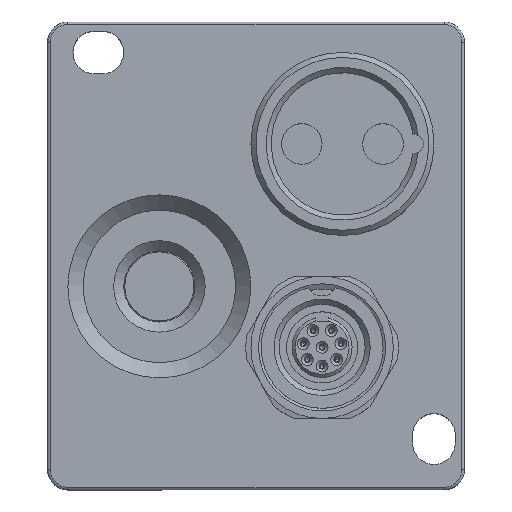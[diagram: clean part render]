
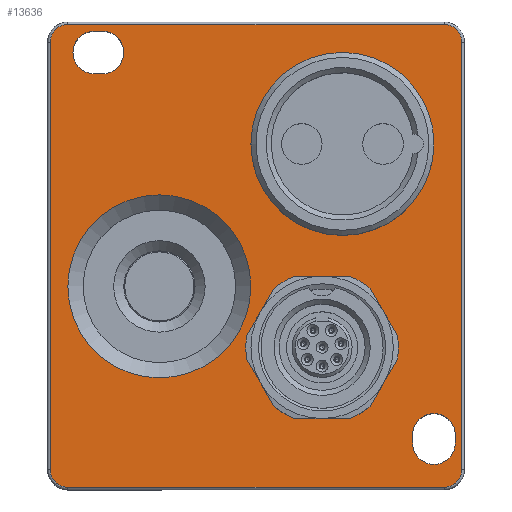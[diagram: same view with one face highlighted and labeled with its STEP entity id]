
A CAD part, top view. The second image highlights one B-rep face of the part: STEP entity #13636.
In plain terms, the highlighted face is planar.
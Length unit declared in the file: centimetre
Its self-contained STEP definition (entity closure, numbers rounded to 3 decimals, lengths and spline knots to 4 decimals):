
#1907=VECTOR('',#16026,1.);
#1910=VECTOR('',#16033,1.);
#1911=VECTOR('',#16052,1.);
#1914=VECTOR('',#16059,1.);
#1922=VECTOR('',#16085,1.);
#1923=VECTOR('',#16088,1.);
#1924=VECTOR('',#16093,1.);
#1925=VECTOR('',#16096,1.);
#2863=LINE('',#19512,#1907);
#2866=LINE('',#19519,#1910);
#2867=LINE('',#19536,#1911);
#2870=LINE('',#19543,#1914);
#2878=LINE('',#19568,#1922);
#2879=LINE('',#19573,#1923);
#2880=LINE('',#19579,#1924);
#2881=LINE('',#19583,#1925);
#3812=VERTEX_POINT('',#19495);
#3815=VERTEX_POINT('',#19502);
#3816=VERTEX_POINT('',#19504);
#3819=VERTEX_POINT('',#19511);
#3820=VERTEX_POINT('',#19516);
#3823=VERTEX_POINT('',#19523);
#3824=VERTEX_POINT('',#19528);
#3827=VERTEX_POINT('',#19535);
#3828=VERTEX_POINT('',#19540);
#3835=VERTEX_POINT('',#19567);
#3836=VERTEX_POINT('',#19569);
#3837=VERTEX_POINT('',#19570);
#3838=VERTEX_POINT('',#19572);
#3839=VERTEX_POINT('',#19574);
#3840=VERTEX_POINT('',#19577);
#3841=VERTEX_POINT('',#19578);
#3842=VERTEX_POINT('',#19580);
#3843=VERTEX_POINT('',#19582);
#3844=VERTEX_POINT('',#19585);
#5088=CIRCLE('',#14484,0.85);
#5091=CIRCLE('',#14489,0.175);
#5097=CIRCLE('',#14498,0.175);
#5101=CIRCLE('',#14503,0.175);
#5105=CIRCLE('',#14510,0.175);
#5108=CIRCLE('',#14518,0.9);
#5109=CIRCLE('',#14519,0.21);
#5110=CIRCLE('',#14520,0.21);
#5111=CIRCLE('',#14521,0.21);
#5112=CIRCLE('',#14522,0.21);
#5113=CIRCLE('',#14523,0.61);
#5724=EDGE_CURVE('',#3812,#3812,#5088,.T.);
#5727=EDGE_CURVE('',#3815,#3816,#5091,.T.);
#5731=EDGE_CURVE('',#3819,#3815,#2863,.T.);
#5735=EDGE_CURVE('',#3816,#3820,#2866,.T.);
#5737=EDGE_CURVE('',#3823,#3819,#5097,.T.);
#5741=EDGE_CURVE('',#3820,#3824,#5101,.T.);
#5743=EDGE_CURVE('',#3827,#3823,#2867,.T.);
#5747=EDGE_CURVE('',#3824,#3828,#2870,.T.);
#5749=EDGE_CURVE('',#3828,#3827,#5105,.T.);
#5759=EDGE_CURVE('',#3835,#3835,#5108,.T.);
#5760=EDGE_CURVE('',#3836,#3837,#2878,.T.);
#5761=EDGE_CURVE('',#3837,#3838,#5109,.T.);
#5762=EDGE_CURVE('',#3838,#3839,#2879,.T.);
#5763=EDGE_CURVE('',#3839,#3836,#5110,.T.);
#5764=EDGE_CURVE('',#3840,#3841,#5111,.T.);
#5765=EDGE_CURVE('',#3841,#3842,#2880,.T.);
#5766=EDGE_CURVE('',#3842,#3843,#5112,.T.);
#5767=EDGE_CURVE('',#3843,#3840,#2881,.T.);
#5768=EDGE_CURVE('',#3844,#3844,#5113,.T.);
#7743=ORIENTED_EDGE('',*,*,#5724,.F.);
#7744=ORIENTED_EDGE('',*,*,#5759,.F.);
#7745=ORIENTED_EDGE('',*,*,#5760,.T.);
#7746=ORIENTED_EDGE('',*,*,#5761,.T.);
#7747=ORIENTED_EDGE('',*,*,#5762,.T.);
#7748=ORIENTED_EDGE('',*,*,#5763,.T.);
#7749=ORIENTED_EDGE('',*,*,#5764,.T.);
#7750=ORIENTED_EDGE('',*,*,#5765,.T.);
#7751=ORIENTED_EDGE('',*,*,#5766,.T.);
#7752=ORIENTED_EDGE('',*,*,#5767,.T.);
#7753=ORIENTED_EDGE('',*,*,#5768,.T.);
#7754=ORIENTED_EDGE('',*,*,#5727,.F.);
#7755=ORIENTED_EDGE('',*,*,#5731,.F.);
#7756=ORIENTED_EDGE('',*,*,#5737,.F.);
#7757=ORIENTED_EDGE('',*,*,#5743,.F.);
#7758=ORIENTED_EDGE('',*,*,#5749,.F.);
#7759=ORIENTED_EDGE('',*,*,#5747,.F.);
#7760=ORIENTED_EDGE('',*,*,#5741,.F.);
#7761=ORIENTED_EDGE('',*,*,#5735,.F.);
#11574=EDGE_LOOP('',(#7743));
#11575=EDGE_LOOP('',(#7744));
#11576=EDGE_LOOP('',(#7745,#7746,#7747,#7748));
#11577=EDGE_LOOP('',(#7749,#7750,#7751,#7752));
#11578=EDGE_LOOP('',(#7753));
#11579=EDGE_LOOP('',(#7754,#7755,#7756,#7757,#7758,#7759,#7760,#7761));
#12602=FACE_BOUND('',#11574,.T.);
#12603=FACE_BOUND('',#11575,.T.);
#12604=FACE_BOUND('',#11576,.T.);
#12605=FACE_BOUND('',#11577,.T.);
#12606=FACE_BOUND('',#11578,.T.);
#12607=FACE_BOUND('',#11579,.T.);
#13636=ADVANCED_FACE('',(#12602,#12603,#12604,#12605,#12606,#12607),#26821,
 .F.);
#14484=AXIS2_PLACEMENT_3D('',#19494,#16008,#16009);
#14489=AXIS2_PLACEMENT_3D('',#19503,#16016,#16017);
#14498=AXIS2_PLACEMENT_3D('',#19524,#16037,#16038);
#14503=AXIS2_PLACEMENT_3D('',#19531,#16046,#16047);
#14510=AXIS2_PLACEMENT_3D('',#19546,#16063,#16064);
#14517=AXIS2_PLACEMENT_3D('',#19565,#16082,$);
#14518=AXIS2_PLACEMENT_3D('',#19566,#16083,#16084);
#14519=AXIS2_PLACEMENT_3D('',#19571,#16086,#16087);
#14520=AXIS2_PLACEMENT_3D('',#19575,#16089,#16090);
#14521=AXIS2_PLACEMENT_3D('',#19576,#16091,#16092);
#14522=AXIS2_PLACEMENT_3D('',#19581,#16094,#16095);
#14523=AXIS2_PLACEMENT_3D('',#19584,#16097,#16098);
#16008=DIRECTION('',(0.,0.,-1.));
#16009=DIRECTION('',(-0.85,0.,0.));
#16016=DIRECTION('',(0.,0.,1.));
#16017=DIRECTION('',(0.124,-0.124,0.));
#16026=DIRECTION('',(1.,0.,0.));
#16033=DIRECTION('',(0.,1.,0.));
#16037=DIRECTION('',(0.,0.,1.));
#16038=DIRECTION('',(-0.124,-0.124,0.));
#16046=DIRECTION('',(0.,0.,1.));
#16047=DIRECTION('',(0.124,0.124,0.));
#16052=DIRECTION('',(0.,-1.,0.));
#16059=DIRECTION('',(-1.,0.,0.));
#16063=DIRECTION('',(0.,0.,1.));
#16064=DIRECTION('',(-0.124,0.124,0.));
#16082=DIRECTION('',(0.,0.,1.));
#16083=DIRECTION('',(0.,0.,-1.));
#16084=DIRECTION('',(0.9,0.,0.));
#16085=DIRECTION('',(1.,0.,0.));
#16086=DIRECTION('',(0.,0.,1.));
#16087=DIRECTION('',(0.21,0.,0.));
#16088=DIRECTION('',(-1.,0.,0.));
#16089=DIRECTION('',(0.,0.,1.));
#16090=DIRECTION('',(0.21,0.,0.));
#16091=DIRECTION('',(0.,0.,1.));
#16092=DIRECTION('',(0.21,0.,0.));
#16093=DIRECTION('',(0.,1.,0.));
#16094=DIRECTION('',(0.,0.,1.));
#16095=DIRECTION('',(0.21,0.,0.));
#16096=DIRECTION('',(0.,-1.,0.));
#16097=DIRECTION('',(0.,0.,1.));
#16098=DIRECTION('',(0.61,0.,0.));
#19494=CARTESIAN_POINT('',(-0.85,1.1,0.));
#19495=CARTESIAN_POINT('',(-1.7,1.1,0.));
#19502=CARTESIAN_POINT('',(1.85,-2.275,0.));
#19503=CARTESIAN_POINT('',(1.85,-2.1,0.));
#19504=CARTESIAN_POINT('',(2.025,-2.1,0.));
#19511=CARTESIAN_POINT('',(-1.85,-2.275,0.));
#19512=CARTESIAN_POINT('',(0.,-2.275,0.));
#19516=CARTESIAN_POINT('',(2.025,2.1,0.));
#19519=CARTESIAN_POINT('',(2.025,0.,0.));
#19523=CARTESIAN_POINT('',(-2.025,-2.1,0.));
#19524=CARTESIAN_POINT('',(-1.85,-2.1,0.));
#19528=CARTESIAN_POINT('',(1.85,2.275,0.));
#19531=CARTESIAN_POINT('',(1.85,2.1,0.));
#19535=CARTESIAN_POINT('',(-2.025,2.1,0.));
#19536=CARTESIAN_POINT('',(-2.025,0.,0.));
#19540=CARTESIAN_POINT('',(-1.85,2.275,0.));
#19543=CARTESIAN_POINT('',(0.,2.275,0.));
#19546=CARTESIAN_POINT('',(-1.85,2.1,0.));
#19565=CARTESIAN_POINT('',(0.,0.,0.));
#19566=CARTESIAN_POINT('',(0.95,-0.3,0.));
#19567=CARTESIAN_POINT('',(0.05,-0.3,0.));
#19568=CARTESIAN_POINT('',(0.775,1.79,0.));
#19569=CARTESIAN_POINT('',(1.51,1.79,0.));
#19570=CARTESIAN_POINT('',(1.59,1.79,0.));
#19571=CARTESIAN_POINT('',(1.59,2.,0.));
#19572=CARTESIAN_POINT('',(1.59,2.21,0.));
#19573=CARTESIAN_POINT('',(0.775,2.21,0.));
#19574=CARTESIAN_POINT('',(1.51,2.21,0.));
#19575=CARTESIAN_POINT('',(1.51,2.,0.));
#19576=CARTESIAN_POINT('',(-1.75,-1.84,0.));
#19577=CARTESIAN_POINT('',(-1.96,-1.84,0.));
#19578=CARTESIAN_POINT('',(-1.54,-1.84,0.));
#19579=CARTESIAN_POINT('',(-1.54,-0.9,0.));
#19580=CARTESIAN_POINT('',(-1.54,-1.76,0.));
#19581=CARTESIAN_POINT('',(-1.75,-1.76,0.));
#19582=CARTESIAN_POINT('',(-1.96,-1.76,0.));
#19583=CARTESIAN_POINT('',(-1.96,-0.9,0.));
#19584=CARTESIAN_POINT('',(-0.65,-0.9,0.));
#19585=CARTESIAN_POINT('',(-1.26,-0.9,0.));
#26821=PLANE('',#14517);
